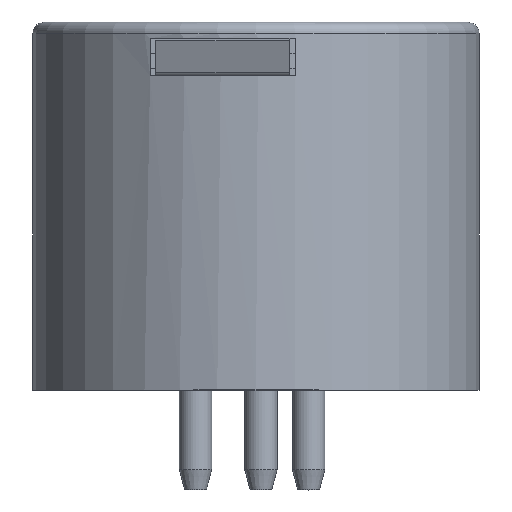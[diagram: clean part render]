
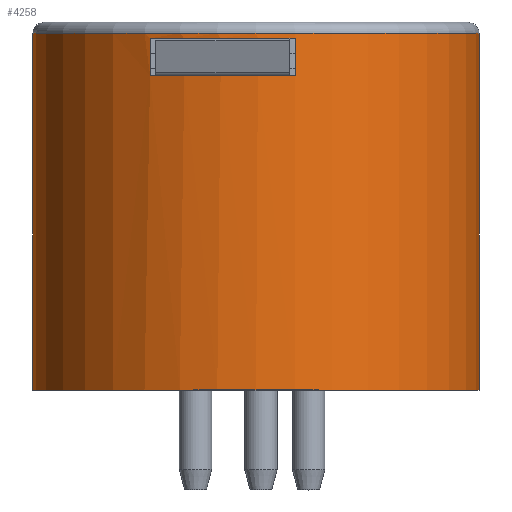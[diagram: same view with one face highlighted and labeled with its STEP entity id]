
A CAD part, top view. The second image highlights one B-rep face of the part: STEP entity #4258.
In plain terms, the highlighted cylindrical face has radius 10 mm (diameter 20 mm), a partial arc.
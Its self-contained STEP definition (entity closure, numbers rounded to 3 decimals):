
#94 = LINE ( 'NONE', #6123, #15543 ) ;
#186 = VERTEX_POINT ( 'NONE', #9070 ) ;
#442 = CARTESIAN_POINT ( 'NONE',  ( -4.75, 0., 8.8 ) ) ;
#506 = DIRECTION ( 'NONE',  ( 0., -1., 0. ) ) ;
#780 = CIRCLE ( 'NONE', #5127, 10. ) ;
#837 = LINE ( 'NONE', #6930, #10406 ) ;
#988 = DIRECTION ( 'NONE',  ( 0., -1., 0. ) ) ;
#1000 = VECTOR ( 'NONE', #6496, 1000. ) ;
#1038 = ORIENTED_EDGE ( 'NONE', *, *, #15131, .T. ) ;
#1196 = CIRCLE ( 'NONE', #4344, 10. ) ;
#1820 = EDGE_CURVE ( 'NONE', #13092, #12944, #1196, .T. ) ;
#2218 = EDGE_CURVE ( 'NONE', #10858, #15372, #7522, .T. ) ;
#3019 = AXIS2_PLACEMENT_3D ( 'NONE', #13979, #506, #6571 ) ;
#3454 = DIRECTION ( 'NONE',  ( 0., -1., 0. ) ) ;
#3795 = EDGE_LOOP ( 'NONE', ( #11263, #1038, #4491, #9105 ) ) ;
#3935 = DIRECTION ( 'NONE',  ( 0., -1., 0. ) ) ;
#4013 = AXIS2_PLACEMENT_3D ( 'NONE', #13332, #19294, #5880 ) ;
#4157 = AXIS2_PLACEMENT_3D ( 'NONE', #17425, #3935, #10038 ) ;
#4232 = CARTESIAN_POINT ( 'NONE',  ( 10., 0., 0. ) ) ;
#4258 = ADVANCED_FACE ( 'NONE', ( #4851, #10889 ), #16800, .T. ) ;
#4344 = AXIS2_PLACEMENT_3D ( 'NONE', #12970, #18935, #5497 ) ;
#4491 = ORIENTED_EDGE ( 'NONE', *, *, #11225, .T. ) ;
#4851 = FACE_BOUND ( 'NONE', #3795, .T. ) ;
#5127 = AXIS2_PLACEMENT_3D ( 'NONE', #16933, #3454, #9572 ) ;
#5269 = VECTOR ( 'NONE', #988, 1000. ) ;
#5497 = DIRECTION ( 'NONE',  ( 0., 0., 1. ) ) ;
#5880 = DIRECTION ( 'NONE',  ( 1., 0., 0. ) ) ;
#6123 = CARTESIAN_POINT ( 'NONE',  ( 1.75, 0., 9.846 ) ) ;
#6289 = EDGE_CURVE ( 'NONE', #8945, #6456, #780, .T. ) ;
#6456 = VERTEX_POINT ( 'NONE', #8775 ) ;
#6496 = DIRECTION ( 'NONE',  ( 0., 1., 0. ) ) ;
#6571 = DIRECTION ( 'NONE',  ( 1., 0., 0. ) ) ;
#6930 = CARTESIAN_POINT ( 'NONE',  ( -10., 0., 0. ) ) ;
#7318 = ORIENTED_EDGE ( 'NONE', *, *, #6289, .F. ) ;
#7522 = CIRCLE ( 'NONE', #4013, 10. ) ;
#7753 = VERTEX_POINT ( 'NONE', #12959 ) ;
#8589 = LINE ( 'NONE', #14482, #5269 ) ;
#8775 = CARTESIAN_POINT ( 'NONE',  ( -10., 0., 0. ) ) ;
#8945 = VERTEX_POINT ( 'NONE', #4232 ) ;
#9070 = CARTESIAN_POINT ( 'NONE',  ( -4.75, 14.1, 8.8 ) ) ;
#9105 = ORIENTED_EDGE ( 'NONE', *, *, #14899, .T. ) ;
#9572 = DIRECTION ( 'NONE',  ( 1., 0., 0. ) ) ;
#10038 = DIRECTION ( 'NONE',  ( 0., 0., -1. ) ) ;
#10406 = VECTOR ( 'NONE', #12873, 1000. ) ;
#10858 = VERTEX_POINT ( 'NONE', #13001 ) ;
#10889 = FACE_OUTER_BOUND ( 'NONE', #16741, .T. ) ;
#11225 = EDGE_CURVE ( 'NONE', #7753, #186, #12677, .T. ) ;
#11263 = ORIENTED_EDGE ( 'NONE', *, *, #1820, .T. ) ;
#11342 = ORIENTED_EDGE ( 'NONE', *, *, #15599, .F. ) ;
#11859 = ORIENTED_EDGE ( 'NONE', *, *, #2218, .T. ) ;
#12091 = DIRECTION ( 'NONE',  ( 0., -1., 0. ) ) ;
#12677 = CIRCLE ( 'NONE', #4157, 10. ) ;
#12718 = EDGE_CURVE ( 'NONE', #15372, #6456, #837, .T. ) ;
#12873 = DIRECTION ( 'NONE',  ( 0., -1., 0. ) ) ;
#12944 = VERTEX_POINT ( 'NONE', #15096 ) ;
#12959 = CARTESIAN_POINT ( 'NONE',  ( 1.75, 14.1, 9.846 ) ) ;
#12970 = CARTESIAN_POINT ( 'NONE',  ( 0., 15.763, 0. ) ) ;
#13001 = CARTESIAN_POINT ( 'NONE',  ( 10., 16., 0. ) ) ;
#13092 = VERTEX_POINT ( 'NONE', #18791 ) ;
#13332 = CARTESIAN_POINT ( 'NONE',  ( 0., 16., 0. ) ) ;
#13900 = LINE ( 'NONE', #442, #1000 ) ;
#13979 = CARTESIAN_POINT ( 'NONE',  ( 0., 0., 0. ) ) ;
#14482 = CARTESIAN_POINT ( 'NONE',  ( 10., 0., 0. ) ) ;
#14899 = EDGE_CURVE ( 'NONE', #186, #13092, #13900, .T. ) ;
#15096 = CARTESIAN_POINT ( 'NONE',  ( 1.75, 15.763, 9.846 ) ) ;
#15131 = EDGE_CURVE ( 'NONE', #12944, #7753, #94, .T. ) ;
#15372 = VERTEX_POINT ( 'NONE', #17826 ) ;
#15543 = VECTOR ( 'NONE', #12091, 1000. ) ;
#15599 = EDGE_CURVE ( 'NONE', #10858, #8945, #8589, .T. ) ;
#16575 = ORIENTED_EDGE ( 'NONE', *, *, #12718, .T. ) ;
#16741 = EDGE_LOOP ( 'NONE', ( #11859, #16575, #7318, #11342 ) ) ;
#16800 = CYLINDRICAL_SURFACE ( 'NONE', #3019, 10. ) ;
#16933 = CARTESIAN_POINT ( 'NONE',  ( 0., 0., 0. ) ) ;
#17425 = CARTESIAN_POINT ( 'NONE',  ( 0., 14.1, 0. ) ) ;
#17826 = CARTESIAN_POINT ( 'NONE',  ( -10., 16., 0. ) ) ;
#18791 = CARTESIAN_POINT ( 'NONE',  ( -4.75, 15.763, 8.8 ) ) ;
#18935 = DIRECTION ( 'NONE',  ( 0., 1., 0. ) ) ;
#19294 = DIRECTION ( 'NONE',  ( 0., -1., 0. ) ) ;
